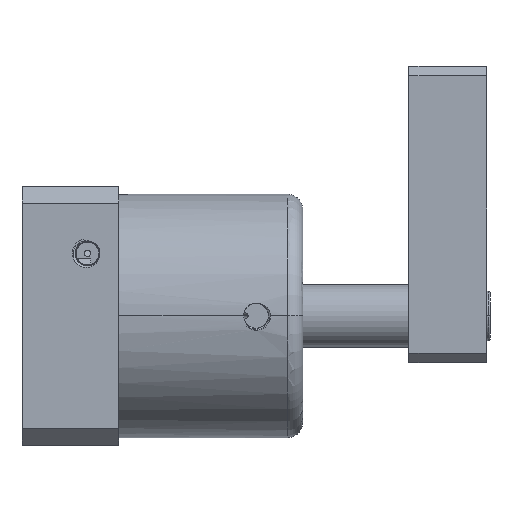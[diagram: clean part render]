
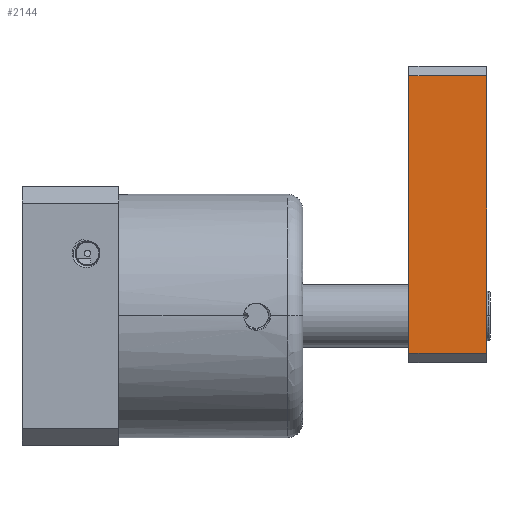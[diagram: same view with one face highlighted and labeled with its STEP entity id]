
A CAD part, top view. The second image highlights one B-rep face of the part: STEP entity #2144.
In plain terms, the highlighted planar face has unit normal (0, 0, 1).
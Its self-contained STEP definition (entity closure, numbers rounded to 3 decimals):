
#1145 = VECTOR ( 'NONE', #5547, 1000. ) ;
#2144 = ADVANCED_FACE ( 'NONE', ( #33755 ), #15285, .T. ) ;
#4772 = DIRECTION ( 'NONE',  ( -1., 0., 0. ) ) ;
#5547 = DIRECTION ( 'NONE',  ( 0., 1., 0. ) ) ;
#7922 = EDGE_CURVE ( 'NONE', #23414, #8100, #17161, .T. ) ;
#8100 = VERTEX_POINT ( 'NONE', #14204 ) ;
#8984 = CARTESIAN_POINT ( 'NONE',  ( 0., 80., 12.5 ) ) ;
#10208 = DIRECTION ( 'NONE',  ( 1., 0., 0. ) ) ;
#12072 = CARTESIAN_POINT ( 'NONE',  ( 25., -12., 12.5 ) ) ;
#12084 = ORIENTED_EDGE ( 'NONE', *, *, #35111, .T. ) ;
#12103 = CARTESIAN_POINT ( 'NONE',  ( 0., -12., 12.5 ) ) ;
#13416 = CARTESIAN_POINT ( 'NONE',  ( 0., -12., 12.5 ) ) ;
#14204 = CARTESIAN_POINT ( 'NONE',  ( 25., 77., 12.5 ) ) ;
#14276 = VECTOR ( 'NONE', #10208, 1000. ) ;
#14641 = VECTOR ( 'NONE', #4772, 1000. ) ;
#15270 = LINE ( 'NONE', #13416, #14276 ) ;
#15285 = PLANE ( 'NONE',  #16563 ) ;
#16521 = VERTEX_POINT ( 'NONE', #12103 ) ;
#16563 = AXIS2_PLACEMENT_3D ( 'NONE', #34453, #18495, #40880 ) ;
#17161 = LINE ( 'NONE', #24727, #1145 ) ;
#18495 = DIRECTION ( 'NONE',  ( 0., 0., 1. ) ) ;
#23122 = LINE ( 'NONE', #27158, #14641 ) ;
#23414 = VERTEX_POINT ( 'NONE', #12072 ) ;
#23905 = VECTOR ( 'NONE', #28165, 1000. ) ;
#24056 = EDGE_CURVE ( 'NONE', #8100, #34022, #23122, .T. ) ;
#24520 = EDGE_LOOP ( 'NONE', ( #31093, #33796, #38432, #12084 ) ) ;
#24727 = CARTESIAN_POINT ( 'NONE',  ( 25., 80., 12.5 ) ) ;
#25254 = EDGE_CURVE ( 'NONE', #34022, #16521, #31421, .T. ) ;
#27158 = CARTESIAN_POINT ( 'NONE',  ( 0., 77., 12.5 ) ) ;
#28165 = DIRECTION ( 'NONE',  ( 0., -1., 0. ) ) ;
#30770 = CARTESIAN_POINT ( 'NONE',  ( 0., 77., 12.5 ) ) ;
#31093 = ORIENTED_EDGE ( 'NONE', *, *, #7922, .T. ) ;
#31421 = LINE ( 'NONE', #8984, #23905 ) ;
#33755 = FACE_OUTER_BOUND ( 'NONE', #24520, .T. ) ;
#33796 = ORIENTED_EDGE ( 'NONE', *, *, #24056, .T. ) ;
#34022 = VERTEX_POINT ( 'NONE', #30770 ) ;
#34453 = CARTESIAN_POINT ( 'NONE',  ( 0., 80., 12.5 ) ) ;
#35111 = EDGE_CURVE ( 'NONE', #16521, #23414, #15270, .T. ) ;
#38432 = ORIENTED_EDGE ( 'NONE', *, *, #25254, .T. ) ;
#40880 = DIRECTION ( 'NONE',  ( 1., 0., 0. ) ) ;
